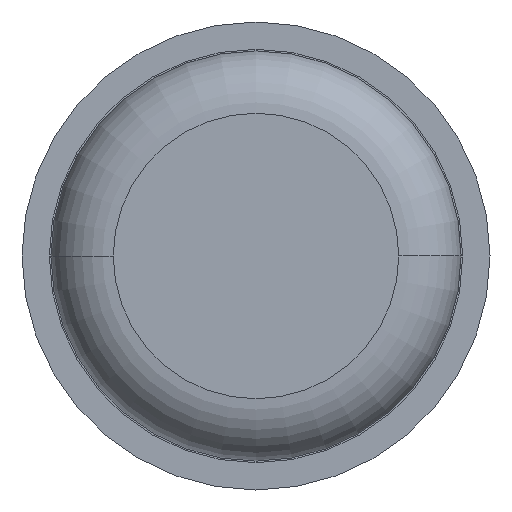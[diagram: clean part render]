
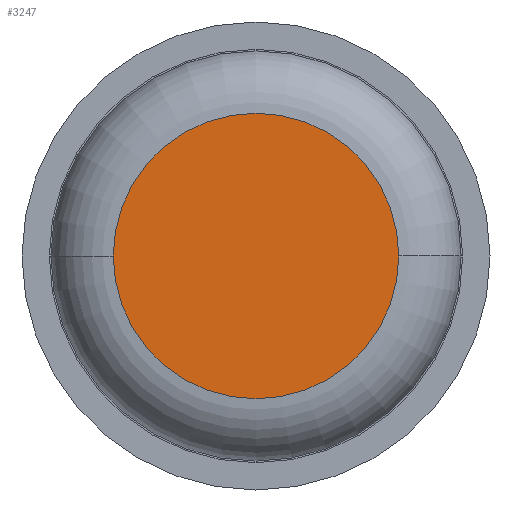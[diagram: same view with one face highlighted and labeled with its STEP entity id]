
A CAD part, front view. The second image highlights one B-rep face of the part: STEP entity #3247.
In plain terms, the highlighted planar face has unit normal (0, -1, 0).
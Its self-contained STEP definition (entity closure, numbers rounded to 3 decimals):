
#61 = AXIS2_PLACEMENT_3D ( 'NONE', #2095, #3742, #2063 ) ;
#305 = EDGE_LOOP ( 'NONE', ( #2078, #1743 ) ) ;
#398 = PLANE ( 'NONE',  #657 ) ;
#436 = DIRECTION ( 'NONE',  ( -1., 0., 0. ) ) ;
#657 = AXIS2_PLACEMENT_3D ( 'NONE', #1781, #2121, #436 ) ;
#1034 = CARTESIAN_POINT ( 'NONE',  ( 0., 0., 0. ) ) ;
#1040 = EDGE_CURVE ( 'Defeature ausgef�hrt1_6+Defeature ausgef�hrt1_7+Defeature ausgef�hrt1_7+Defeature ausgef�hrt1_7', #3167, #3140, #3175, .T. ) ;
#1352 = CIRCLE ( 'NONE', #61, 0.915 ) ;
#1387 = DIRECTION ( 'NONE',  ( 0., -1., 0. ) ) ;
#1680 = FACE_OUTER_BOUND ( 'NONE', #305, .T. ) ;
#1743 = ORIENTED_EDGE ( 'NONE', *, *, #3625, .T. ) ;
#1781 = CARTESIAN_POINT ( 'NONE',  ( 0., 0., 0. ) ) ;
#2063 = DIRECTION ( 'NONE',  ( -1., 0., 0. ) ) ;
#2078 = ORIENTED_EDGE ( 'NONE', *, *, #1040, .T. ) ;
#2095 = CARTESIAN_POINT ( 'NONE',  ( 0., 0., 0. ) ) ;
#2121 = DIRECTION ( 'NONE',  ( 0., 1., 0. ) ) ;
#2412 = CARTESIAN_POINT ( 'NONE',  ( 0.915, 0., 0. ) ) ;
#3140 = VERTEX_POINT ( 'NONE', #2412 ) ;
#3167 = VERTEX_POINT ( 'NONE', #4416 ) ;
#3175 = CIRCLE ( 'NONE', #3514, 0.915 ) ;
#3247 = ADVANCED_FACE ( 'Defeature ausgef�hrt1_6', ( #1680 ), #398, .F. ) ;
#3514 = AXIS2_PLACEMENT_3D ( 'NONE', #1034, #1387, #3806 ) ;
#3625 = EDGE_CURVE ( 'Defeature ausgef�hrt1_6+Defeature ausgef�hrt1_7+Defeature ausgef�hrt1_7+Defeature ausgef�hrt1_7', #3140, #3167, #1352, .T. ) ;
#3742 = DIRECTION ( 'NONE',  ( 0., -1., 0. ) ) ;
#3806 = DIRECTION ( 'NONE',  ( -1., 0., 0. ) ) ;
#4416 = CARTESIAN_POINT ( 'NONE',  ( -0.915, 0., 0. ) ) ;
